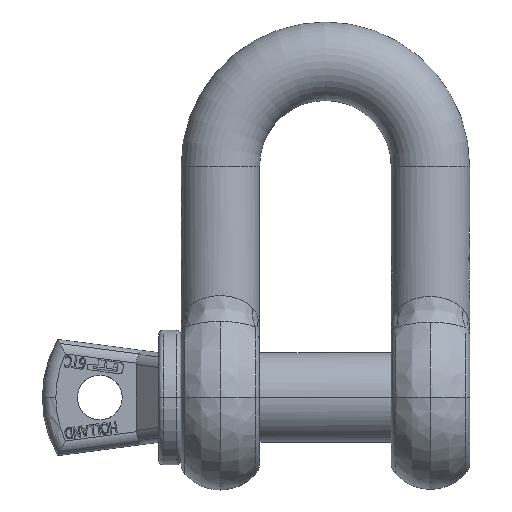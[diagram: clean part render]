
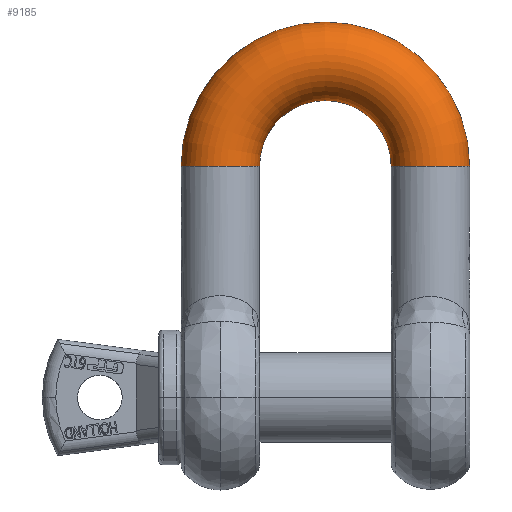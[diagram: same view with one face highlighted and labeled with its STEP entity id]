
A CAD part, top view. The second image highlights one B-rep face of the part: STEP entity #9185.
In plain terms, the highlighted toroidal (fillet/blend) face has major radius 37.5 mm and minor radius 14 mm.
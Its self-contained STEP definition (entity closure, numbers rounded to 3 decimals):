
#4359=AXIS2_PLACEMENT_3D('Circle Axis2P3D',#4357,#4358,$) ;
#7603=AXIS2_PLACEMENT_3D('Circle Axis2P3D',#7601,#7602,$) ;
#7617=AXIS2_PLACEMENT_3D('Circle Axis2P3D',#7615,#7616,$) ;
#9172=AXIS2_PLACEMENT_3D('Torus Axis2P3D',#9169,#9170,#9171) ;
#9176=AXIS2_PLACEMENT_3D('Circle Axis2P3D',#9174,#9175,$) ;
#2303=CARTESIAN_POINT('Vertex',(51.5,82.5,0.)) ;
#3332=CARTESIAN_POINT('Vertex',(23.5,82.5,0.)) ;
#4357=CARTESIAN_POINT('Axis2P3D Location',(37.5,82.5,0.)) ;
#7601=CARTESIAN_POINT('Axis2P3D Location',(0.,82.5,0.)) ;
#7605=CARTESIAN_POINT('Vertex',(-23.5,82.5,0.)) ;
#7612=CARTESIAN_POINT('Vertex',(-51.5,82.5,0.)) ;
#7615=CARTESIAN_POINT('Axis2P3D Location',(0.,82.5,0.)) ;
#9169=CARTESIAN_POINT('Axis2P3D Location',(0.,82.5,0.)) ;
#9174=CARTESIAN_POINT('Axis2P3D Location',(-37.5,82.5,0.)) ;
#4358=DIRECTION('Axis2P3D Direction',(0.,-1.,0.)) ;
#7602=DIRECTION('Axis2P3D Direction',(0.,0.,-1.)) ;
#7616=DIRECTION('Axis2P3D Direction',(0.,0.,-1.)) ;
#9170=DIRECTION('Axis2P3D Direction',(0.,0.,-1.)) ;
#9171=DIRECTION('Axis2P3D XDirection',(-1.,0.,0.)) ;
#9175=DIRECTION('Axis2P3D Direction',(0.,-1.,0.)) ;
#9180=ORIENTED_EDGE('',*,*,#7619,.F.) ;
#9181=ORIENTED_EDGE('',*,*,#9178,.F.) ;
#9182=ORIENTED_EDGE('',*,*,#7607,.F.) ;
#9183=ORIENTED_EDGE('',*,*,#4361,.T.) ;
#9185=ADVANCED_FACE('',(#9184),#9173,.T.) ;
#4360=CIRCLE('generated circle',#4359,14.) ;
#7604=CIRCLE('generated circle',#7603,23.5) ;
#7618=CIRCLE('generated circle',#7617,51.5) ;
#9177=CIRCLE('generated circle',#9176,14.) ;
#9173=TOROIDAL_SURFACE('homeo Torus',#9172,37.5,14.) ;
#4361=EDGE_CURVE('',#3333,#2304,#4360,.F.) ;
#7607=EDGE_CURVE('',#3333,#7606,#7604,.F.) ;
#7619=EDGE_CURVE('',#7613,#2304,#7618,.T.) ;
#9178=EDGE_CURVE('',#7606,#7613,#9177,.T.) ;
#9179=EDGE_LOOP('',(#9180,#9181,#9182,#9183)) ;
#9184=FACE_OUTER_BOUND('',#9179,.T.) ;
#2304=VERTEX_POINT('',#2303) ;
#3333=VERTEX_POINT('',#3332) ;
#7606=VERTEX_POINT('',#7605) ;
#7613=VERTEX_POINT('',#7612) ;
